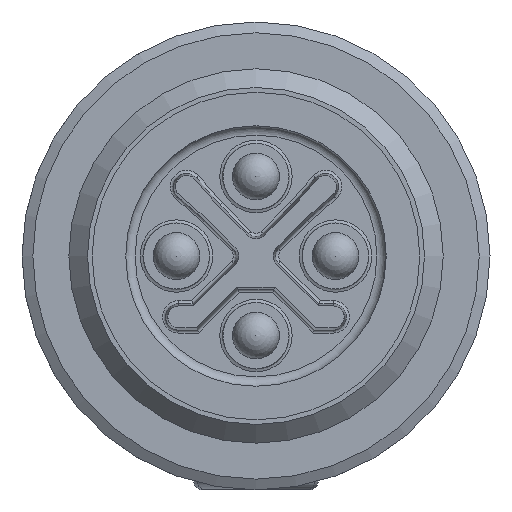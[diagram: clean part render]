
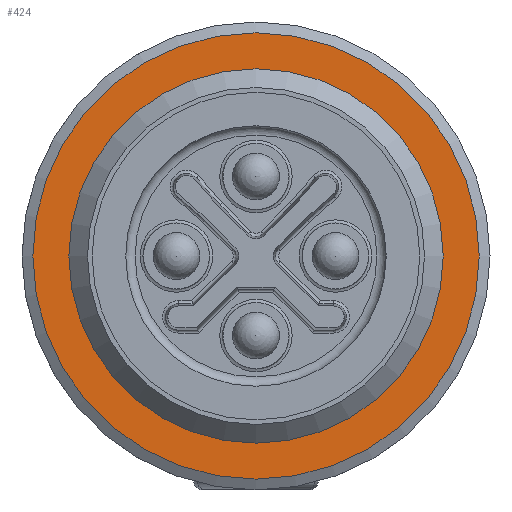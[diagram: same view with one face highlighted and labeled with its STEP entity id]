
A CAD part, left-side view. The second image highlights one B-rep face of the part: STEP entity #424.
In plain terms, the highlighted planar face has unit normal (-1, 0, 0).
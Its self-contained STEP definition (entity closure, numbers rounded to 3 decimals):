
#165=PLANE('',#3557);
#230=FACE_BOUND('',#918,.T.);
#231=FACE_BOUND('',#919,.T.);
#424=ADVANCED_FACE('',(#230,#231),#165,.F.);
#918=EDGE_LOOP('',(#1907));
#919=EDGE_LOOP('',(#1908));
#1186=CIRCLE('',#3554,7.154);
#1187=CIRCLE('',#3556,6.);
#1907=ORIENTED_EDGE('',*,*,#2842,.F.);
#1908=ORIENTED_EDGE('',*,*,#2841,.T.);
#2432=VERTEX_POINT('',#6760);
#2433=VERTEX_POINT('',#6763);
#2841=EDGE_CURVE('',#2432,#2432,#1186,.T.);
#2842=EDGE_CURVE('',#2433,#2433,#1187,.T.);
#3554=AXIS2_PLACEMENT_3D('',#6759,#4307,#4308);
#3556=AXIS2_PLACEMENT_3D('',#6762,#4311,#4312);
#3557=AXIS2_PLACEMENT_3D('',#6764,#4313,#4314);
#4307=DIRECTION('',(-1.,0.,0.));
#4308=DIRECTION('',(0.,-0.5,0.866));
#4311=DIRECTION('',(-1.,0.,0.));
#4312=DIRECTION('',(0.,-0.5,0.866));
#4313=DIRECTION('',(1.,0.,0.));
#4314=DIRECTION('',(0.,-0.5,0.866));
#6759=CARTESIAN_POINT('',(42.5,49.999,0.001));
#6760=CARTESIAN_POINT('',(42.5,46.422,6.196));
#6762=CARTESIAN_POINT('',(42.5,49.999,0.001));
#6763=CARTESIAN_POINT('',(42.5,46.999,5.197));
#6764=CARTESIAN_POINT('',(42.5,56.194,3.578));
